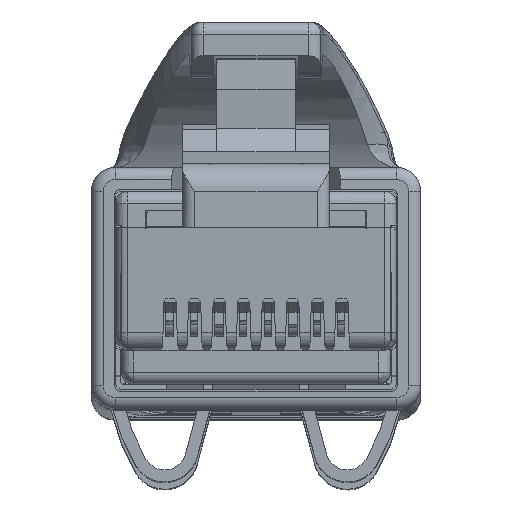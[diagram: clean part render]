
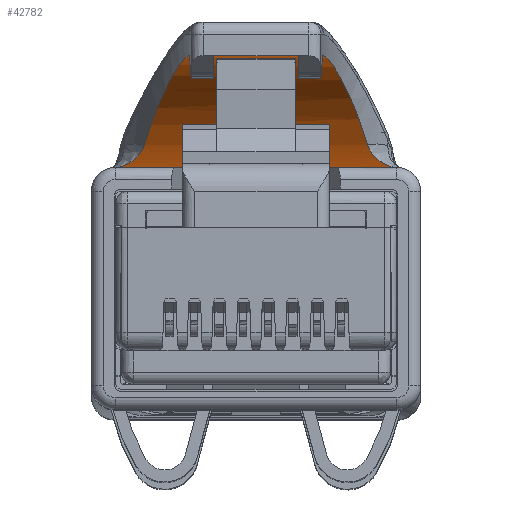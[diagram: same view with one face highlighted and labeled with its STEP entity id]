
A CAD part, top view. The second image highlights one B-rep face of the part: STEP entity #42782.
In plain terms, the highlighted cylindrical face has radius 7.5 mm (diameter 15 mm), a partial arc.
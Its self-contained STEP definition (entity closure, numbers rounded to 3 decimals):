
#42691=AXIS2_PLACEMENT_3D('Cylinder Axis2P3D',#42688,#42689,#42690) ;
#41932=CARTESIAN_POINT('Vertex',(1.,13.01,255.544)) ;
#41936=CARTESIAN_POINT('Control Point',(0.924,13.007,255.543)) ;
#41937=CARTESIAN_POINT('Control Point',(0.949,13.009,255.544)) ;
#41938=CARTESIAN_POINT('Control Point',(0.975,13.01,255.544)) ;
#41939=CARTESIAN_POINT('Control Point',(1.,13.01,255.544)) ;
#41940=CARTESIAN_POINT('Vertex',(0.924,13.007,255.543)) ;
#42665=CARTESIAN_POINT('Control Point',(0.924,13.007,255.543)) ;
#42666=CARTESIAN_POINT('Control Point',(1.223,13.03,255.552)) ;
#42667=CARTESIAN_POINT('Control Point',(1.562,13.134,255.596)) ;
#42668=CARTESIAN_POINT('Control Point',(1.914,13.355,255.684)) ;
#42669=CARTESIAN_POINT('Control Point',(2.137,13.681,255.85)) ;
#42670=CARTESIAN_POINT('Control Point',(2.224,13.984,256.03)) ;
#42671=CARTESIAN_POINT('Vertex',(2.224,13.984,256.03)) ;
#42688=CARTESIAN_POINT('Axis2P3D Location',(12.6,10.157,262.48)) ;
#42693=CARTESIAN_POINT('Line Origine',(12.6,13.01,255.544)) ;
#42697=CARTESIAN_POINT('Vertex',(12.7,13.01,255.544)) ;
#42701=CARTESIAN_POINT('Control Point',(12.7,13.01,255.544)) ;
#42702=CARTESIAN_POINT('Control Point',(12.725,13.01,255.544)) ;
#42703=CARTESIAN_POINT('Control Point',(12.751,13.009,255.544)) ;
#42704=CARTESIAN_POINT('Control Point',(12.776,13.007,255.543)) ;
#42705=CARTESIAN_POINT('Vertex',(12.776,13.007,255.543)) ;
#42709=CARTESIAN_POINT('Control Point',(11.476,13.984,256.03)) ;
#42710=CARTESIAN_POINT('Control Point',(11.584,13.605,255.805)) ;
#42711=CARTESIAN_POINT('Control Point',(11.896,13.26,255.644)) ;
#42712=CARTESIAN_POINT('Control Point',(12.324,13.042,255.557)) ;
#42713=CARTESIAN_POINT('Control Point',(12.776,13.007,255.543)) ;
#42714=CARTESIAN_POINT('Vertex',(11.476,13.984,256.03)) ;
#42718=CARTESIAN_POINT('Control Point',(11.476,13.984,256.03)) ;
#42719=CARTESIAN_POINT('Control Point',(11.411,14.212,256.165)) ;
#42720=CARTESIAN_POINT('Control Point',(11.343,14.434,256.311)) ;
#42721=CARTESIAN_POINT('Control Point',(11.272,14.649,256.465)) ;
#42722=CARTESIAN_POINT('Control Point',(11.163,14.959,256.71)) ;
#42723=CARTESIAN_POINT('Control Point',(11.052,15.252,256.975)) ;
#42724=CARTESIAN_POINT('Control Point',(11.017,15.342,257.059)) ;
#42725=CARTESIAN_POINT('Control Point',(10.946,15.519,257.233)) ;
#42726=CARTESIAN_POINT('Control Point',(10.876,15.686,257.411)) ;
#42727=CARTESIAN_POINT('Control Point',(10.841,15.767,257.501)) ;
#42728=CARTESIAN_POINT('Control Point',(10.786,15.894,257.647)) ;
#42729=CARTESIAN_POINT('Control Point',(10.73,16.018,257.801)) ;
#42730=CARTESIAN_POINT('Control Point',(10.711,16.059,257.852)) ;
#42731=CARTESIAN_POINT('Control Point',(10.636,16.22,258.06)) ;
#42732=CARTESIAN_POINT('Control Point',(10.561,16.374,258.278)) ;
#42733=CARTESIAN_POINT('Control Point',(10.502,16.491,258.457)) ;
#42734=CARTESIAN_POINT('Control Point',(10.395,16.696,258.794)) ;
#42735=CARTESIAN_POINT('Control Point',(10.294,16.877,259.141)) ;
#42736=CARTESIAN_POINT('Control Point',(10.244,16.962,259.318)) ;
#42737=CARTESIAN_POINT('Control Point',(10.148,17.12,259.677)) ;
#42738=CARTESIAN_POINT('Control Point',(10.059,17.255,260.047)) ;
#42739=CARTESIAN_POINT('Control Point',(10.016,17.317,260.234)) ;
#42740=CARTESIAN_POINT('Control Point',(9.898,17.477,260.782)) ;
#42741=CARTESIAN_POINT('Control Point',(9.798,17.585,261.349)) ;
#42742=CARTESIAN_POINT('Control Point',(9.74,17.633,261.722)) ;
#42743=CARTESIAN_POINT('Control Point',(9.692,17.657,262.101)) ;
#42744=CARTESIAN_POINT('Control Point',(9.653,17.657,262.48)) ;
#42745=CARTESIAN_POINT('Vertex',(9.653,17.657,262.48)) ;
#42748=CARTESIAN_POINT('Line Origine',(12.6,17.657,262.48)) ;
#42752=CARTESIAN_POINT('Vertex',(4.047,17.657,262.48)) ;
#42756=CARTESIAN_POINT('Control Point',(4.047,17.657,262.48)) ;
#42757=CARTESIAN_POINT('Control Point',(4.02,17.657,262.22)) ;
#42758=CARTESIAN_POINT('Control Point',(3.989,17.645,261.961)) ;
#42759=CARTESIAN_POINT('Control Point',(3.953,17.623,261.701)) ;
#42760=CARTESIAN_POINT('Control Point',(3.874,17.555,261.184)) ;
#42761=CARTESIAN_POINT('Control Point',(3.778,17.444,260.678)) ;
#42762=CARTESIAN_POINT('Control Point',(3.727,17.378,260.428)) ;
#42763=CARTESIAN_POINT('Control Point',(3.586,17.18,259.797)) ;
#42764=CARTESIAN_POINT('Control Point',(3.425,16.916,259.194)) ;
#42765=CARTESIAN_POINT('Control Point',(3.322,16.733,258.842)) ;
#42766=CARTESIAN_POINT('Control Point',(3.041,16.197,257.957)) ;
#42767=CARTESIAN_POINT('Control Point',(2.741,15.518,257.177)) ;
#42768=CARTESIAN_POINT('Control Point',(2.557,15.049,256.742)) ;
#42769=CARTESIAN_POINT('Control Point',(2.382,14.537,256.358)) ;
#42770=CARTESIAN_POINT('Control Point',(2.224,13.984,256.03)) ;
#42689=DIRECTION('Axis2P3D Direction',(1.,0.,0.)) ;
#42690=DIRECTION('Axis2P3D XDirection',(0.,-1.,0.)) ;
#42694=DIRECTION('Vector Direction',(1.,0.,0.)) ;
#42749=DIRECTION('Vector Direction',(1.,0.,0.)) ;
#42695=VECTOR('Line Direction',#42694,1.) ;
#42750=VECTOR('Line Direction',#42749,1.) ;
#42773=ORIENTED_EDGE('',*,*,#42673,.F.) ;
#42774=ORIENTED_EDGE('',*,*,#41942,.T.) ;
#42775=ORIENTED_EDGE('',*,*,#42699,.T.) ;
#42776=ORIENTED_EDGE('',*,*,#42707,.T.) ;
#42777=ORIENTED_EDGE('',*,*,#42716,.F.) ;
#42778=ORIENTED_EDGE('',*,*,#42747,.T.) ;
#42779=ORIENTED_EDGE('',*,*,#42754,.T.) ;
#42780=ORIENTED_EDGE('',*,*,#42771,.T.) ;
#42782=ADVANCED_FACE('Hauptk\X2\00F6\X0\rper',(#42781),#42692,.F.) ;
#41935=B_SPLINE_CURVE_WITH_KNOTS('',3,(#41936,#41937,#41938,#41939),.UNSPECIFIED.,.F.,.U.,(4,4),(0.,0.108),.UNSPECIFIED.) ;
#42664=B_SPLINE_CURVE_WITH_KNOTS('',5,(#42665,#42666,#42667,#42668,#42669,#42670),.UNSPECIFIED.,.F.,.U.,(6,6),(0.,2.901),.UNSPECIFIED.) ;
#42700=B_SPLINE_CURVE_WITH_KNOTS('',3,(#42701,#42702,#42703,#42704),.UNSPECIFIED.,.F.,.U.,(4,4),(0.,0.108),.UNSPECIFIED.) ;
#42708=B_SPLINE_CURVE_WITH_KNOTS('',4,(#42709,#42710,#42711,#42712,#42713),.UNSPECIFIED.,.F.,.U.,(5,5),(0.,2.613),.UNSPECIFIED.) ;
#42717=B_SPLINE_CURVE_WITH_KNOTS('',5,(#42718,#42719,#42720,#42721,#42722,#42723,#42724,#42725,#42726,#42727,#42728,#42729,#42730,#42731,#42732,#42733,#42734,#42735,#42736,#42737,#42738,#42739,#42740,#42741,#42742,#42743,#42744),.UNSPECIFIED.,.F.,.U.,(6,3,3,3,3,3,3,3,6),(0.,1.929,2.885,3.842,4.327,5.762,7.184,8.605,11.296),.UNSPECIFIED.) ;
#42755=B_SPLINE_CURVE_WITH_KNOTS('',5,(#42756,#42757,#42758,#42759,#42760,#42761,#42762,#42763,#42764,#42765,#42766,#42767,#42768,#42769,#42770),.UNSPECIFIED.,.F.,.U.,(6,3,3,3,6),(0.,1.846,3.731,6.626,11.306),.UNSPECIFIED.) ;
#42692=CYLINDRICAL_SURFACE('generated cylinder',#42691,7.5) ;
#41942=EDGE_CURVE('',#41941,#41933,#41935,.T.) ;
#42673=EDGE_CURVE('',#41941,#42672,#42664,.T.) ;
#42699=EDGE_CURVE('',#41933,#42698,#42696,.T.) ;
#42707=EDGE_CURVE('',#42698,#42706,#42700,.T.) ;
#42716=EDGE_CURVE('',#42715,#42706,#42708,.T.) ;
#42747=EDGE_CURVE('',#42715,#42746,#42717,.T.) ;
#42754=EDGE_CURVE('',#42746,#42753,#42751,.F.) ;
#42771=EDGE_CURVE('',#42753,#42672,#42755,.T.) ;
#42772=EDGE_LOOP('',(#42773,#42774,#42775,#42776,#42777,#42778,#42779,#42780)) ;
#42781=FACE_OUTER_BOUND('',#42772,.T.) ;
#42696=LINE('Line',#42693,#42695) ;
#42751=LINE('Line',#42748,#42750) ;
#41933=VERTEX_POINT('',#41932) ;
#41941=VERTEX_POINT('',#41940) ;
#42672=VERTEX_POINT('',#42671) ;
#42698=VERTEX_POINT('',#42697) ;
#42706=VERTEX_POINT('',#42705) ;
#42715=VERTEX_POINT('',#42714) ;
#42746=VERTEX_POINT('',#42745) ;
#42753=VERTEX_POINT('',#42752) ;
